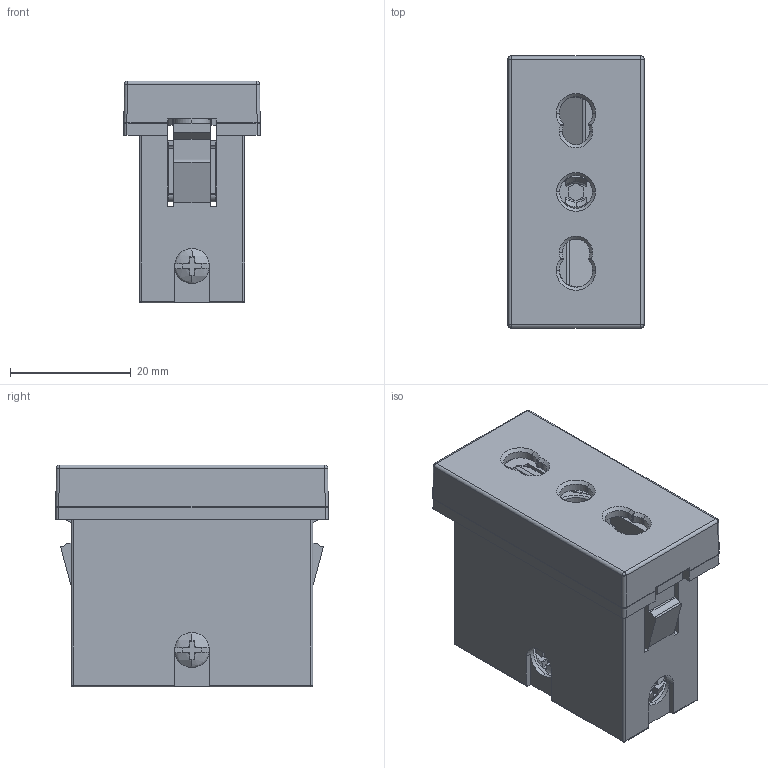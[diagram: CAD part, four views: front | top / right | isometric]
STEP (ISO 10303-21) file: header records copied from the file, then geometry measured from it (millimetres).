
FILE_DESCRIPTION (( 'STEP AP214' ), '1' );
FILE_NAME ('6120747.STEP', '2022-06-16T11:28:36', ( '' ), ( '' ), 'SwSTEP 2.0', 'SolidWorks 2020', '' );
FILE_SCHEMA (( 'AUTOMOTIVE_DESIGN' ));
Length unit declared in the file: millimetre
Products named in the file (6): 229593.STEP; 229611_Standard.STEP; 229631.STEP; 6120747; 229576_Standard.STEP; 229600_Standard.STEP
Assembly tree (7 placements, depth 2):
  6120747
    229576_Standard.STEP
    229600_Standard.STEP
    229593.STEP
    229611_Standard.STEP  x3
    229631.STEP
Bounding box: 22.52 x 45.02 x 36.7 mm (x, y, z)
Volume: 10216 mm3; surface area: 13363.3 mm2
Topology: 7 solids, 7 shells, 417 faces, 1129 edges, 718 vertices
Faces by surface type: plane 192, cylinder 114, bspline 38, torus 34, cone 31, sphere 8
Entity records: 13218 total; most frequent: CARTESIAN_POINT 4731, ORIENTED_EDGE 1834, DIRECTION 1595, EDGE_CURVE 917, VERTEX_POINT 586, AXIS2_PLACEMENT_3D 540, VECTOR 515, LINE 515
